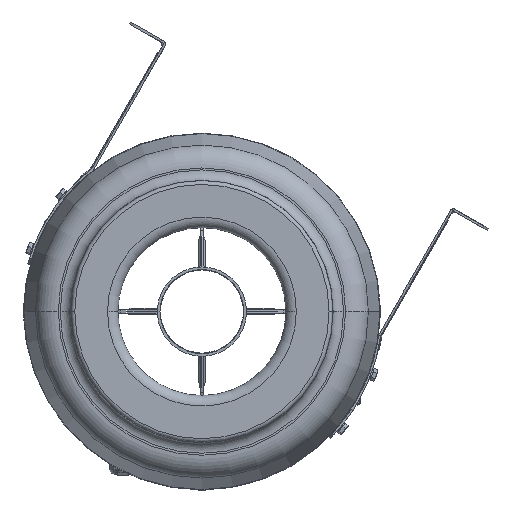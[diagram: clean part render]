
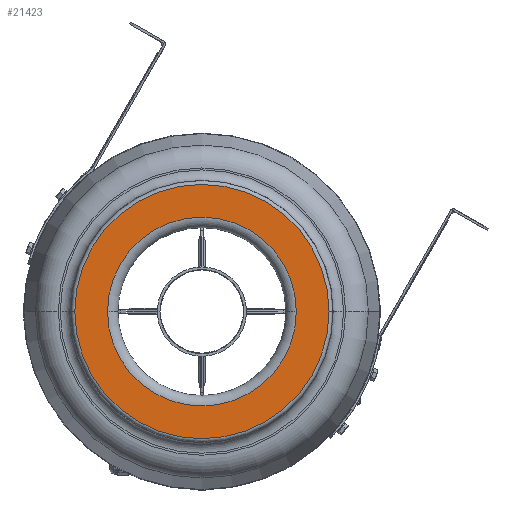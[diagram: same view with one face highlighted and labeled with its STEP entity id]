
A CAD part, front view. The second image highlights one B-rep face of the part: STEP entity #21423.
In plain terms, the highlighted planar face has unit normal (0, -1, 0).
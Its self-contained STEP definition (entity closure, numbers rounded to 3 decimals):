
#872 = DIRECTION ( 'NONE',  ( 1., 0., 0. ) ) ;
#1284 = VERTEX_POINT ( 'NONE', #13513 ) ;
#2199 = DIRECTION ( 'NONE',  ( 0., -1., 0. ) ) ;
#2776 = DIRECTION ( 'NONE',  ( 0., -1., 0. ) ) ;
#3130 = ORIENTED_EDGE ( 'NONE', *, *, #19728, .T. ) ;
#3630 = CIRCLE ( 'NONE', #21780, 90. ) ;
#5370 = CIRCLE ( 'NONE', #19561, 121.2 ) ;
#6493 = AXIS2_PLACEMENT_3D ( 'NONE', #24393, #11523, #26578 ) ;
#8020 = AXIS2_PLACEMENT_3D ( 'NONE', #15121, #2199, #17279 ) ;
#8184 = DIRECTION ( 'NONE',  ( 0., -1., 0. ) ) ;
#8275 = CARTESIAN_POINT ( 'NONE',  ( -117.11, -167.779, 0. ) ) ;
#8971 = VERTEX_POINT ( 'NONE', #21426 ) ;
#11523 = DIRECTION ( 'NONE',  ( 0., -1., 0. ) ) ;
#12234 = EDGE_CURVE ( 'NONE', #1284, #17423, #3630, .T. ) ;
#13096 = FACE_OUTER_BOUND ( 'NONE', #20980, .T. ) ;
#13229 = ORIENTED_EDGE ( 'NONE', *, *, #14182, .F. ) ;
#13250 = ORIENTED_EDGE ( 'NONE', *, *, #12234, .F. ) ;
#13513 = CARTESIAN_POINT ( 'NONE',  ( 62.89, -167.779, 0. ) ) ;
#13782 = DIRECTION ( 'NONE',  ( 0., 1., 0. ) ) ;
#14182 = EDGE_CURVE ( 'NONE', #17423, #1284, #27808, .T. ) ;
#15121 = CARTESIAN_POINT ( 'NONE',  ( -27.11, -167.779, 0. ) ) ;
#15694 = CARTESIAN_POINT ( 'NONE',  ( -27.11, -167.779, 0. ) ) ;
#17279 = DIRECTION ( 'NONE',  ( -1., 0., 0. ) ) ;
#17423 = VERTEX_POINT ( 'NONE', #8275 ) ;
#17543 = VERTEX_POINT ( 'NONE', #19475 ) ;
#17844 = DIRECTION ( 'NONE',  ( -1., 0., 0. ) ) ;
#18026 = CARTESIAN_POINT ( 'NONE',  ( -27.11, -167.779, -121.2 ) ) ;
#18833 = FACE_BOUND ( 'NONE', #27580, .T. ) ;
#19311 = ORIENTED_EDGE ( 'NONE', *, *, #19631, .T. ) ;
#19475 = CARTESIAN_POINT ( 'NONE',  ( -148.31, -167.779, 0. ) ) ;
#19561 = AXIS2_PLACEMENT_3D ( 'NONE', #15694, #2776, #17844 ) ;
#19631 = EDGE_CURVE ( 'NONE', #8971, #17543, #23217, .T. ) ;
#19728 = EDGE_CURVE ( 'NONE', #17543, #8971, #5370, .T. ) ;
#20980 = EDGE_LOOP ( 'NONE', ( #3130, #19311 ) ) ;
#21082 = CARTESIAN_POINT ( 'NONE',  ( -27.11, -167.779, 0. ) ) ;
#21423 = ADVANCED_FACE ( 'NONE', ( #18833, #13096 ), #26666, .F. ) ;
#21426 = CARTESIAN_POINT ( 'NONE',  ( 94.09, -167.779, 0. ) ) ;
#21780 = AXIS2_PLACEMENT_3D ( 'NONE', #21082, #8184, #23250 ) ;
#23217 = CIRCLE ( 'NONE', #8020, 121.2 ) ;
#23250 = DIRECTION ( 'NONE',  ( -1., 0., 0. ) ) ;
#23516 = AXIS2_PLACEMENT_3D ( 'NONE', #18026, #13782, #872 ) ;
#24393 = CARTESIAN_POINT ( 'NONE',  ( -27.11, -167.779, 0. ) ) ;
#26578 = DIRECTION ( 'NONE',  ( -1., 0., 0. ) ) ;
#26666 = PLANE ( 'NONE',  #23516 ) ;
#27580 = EDGE_LOOP ( 'NONE', ( #13229, #13250 ) ) ;
#27808 = CIRCLE ( 'NONE', #6493, 90. ) ;
